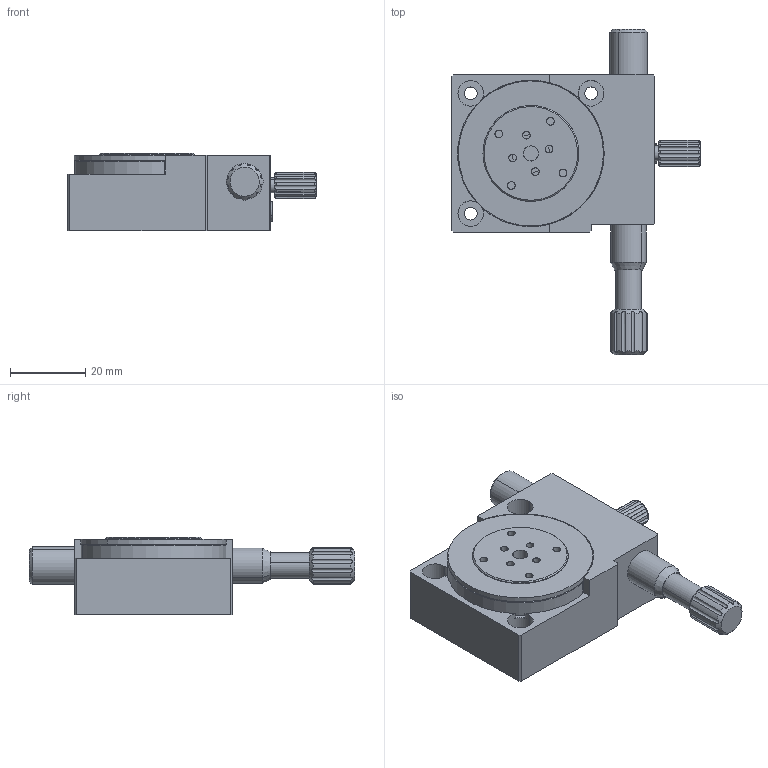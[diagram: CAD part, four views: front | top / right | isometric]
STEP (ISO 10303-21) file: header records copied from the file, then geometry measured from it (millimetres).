
FILE_DESCRIPTION (( 'STEP AP214' ), '1' );
FILE_NAME ('GCM-1102M-三维外形图-20161123.STEP', '2016-11-23T02:55:17', ( 't' ), ( 'd' ), 'SwSTEP 2.0', 'SolidWorks 2012', '' );
FILE_SCHEMA (( 'AUTOMOTIVE_DESIGN' ));
Length unit declared in the file: millimetre
Products named in the file (1): GCM-1102M-三维外形图-20161123
Bounding box: 66 x 86.5 x 20.5 mm (x, y, z)
Surface area: 15600 mm2 (no closed solid volume)
Topology: 0 solids, 19 shells, 247 faces, 681 edges, 446 vertices
Faces by surface type: cylinder 130, plane 56, cone 38, torus 23
Entity records: 11294 total; most frequent: CARTESIAN_POINT 2251, DIRECTION 1365, ORIENTED_EDGE 1233, EDGE_CURVE 681, AXIS2_PLACEMENT_3D 536, VERTEX_POINT 446, LINE 293, VECTOR 293
